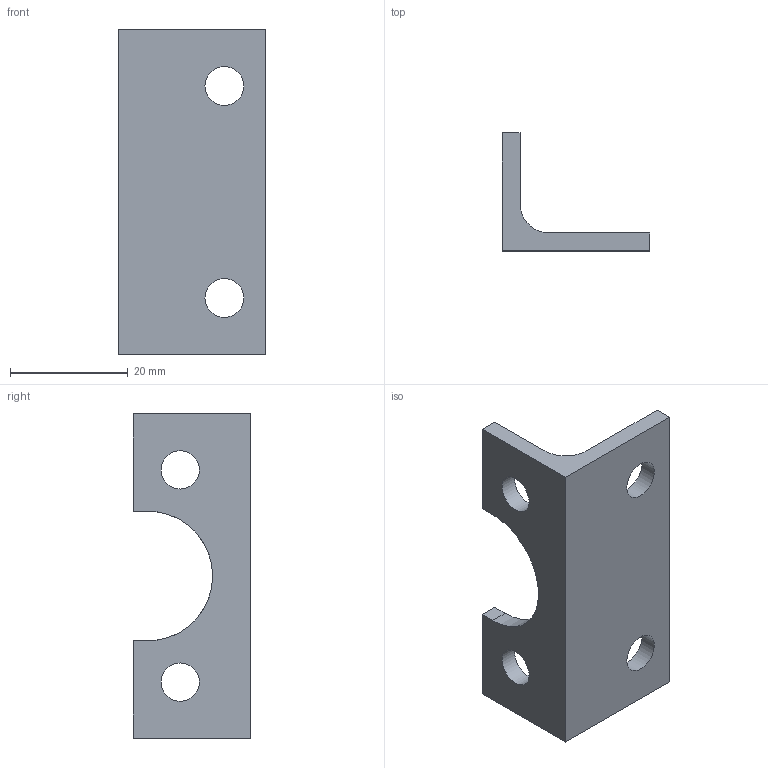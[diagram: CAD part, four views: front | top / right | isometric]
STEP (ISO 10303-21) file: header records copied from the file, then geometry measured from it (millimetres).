
FILE_DESCRIPTION((''),'2;1');
FILE_NAME('1600_32_01F.stp','2007-05-08T10:04:15',('valotma1'),(''),'Autodesk Inventor 11','Autodesk Inventor 11','');
FILE_SCHEMA(('AUTOMOTIVE_DESIGN { 1 0 10303 214 1 1 1 1 }'));
Length unit declared in the file: millimetre
Products named in the file (1): 1600_32_01F
Bounding box: 25 x 20 x 55 mm (x, y, z)
Volume: 6085.1 mm3; surface area: 4635.8 mm2
Topology: 1 solids, 1 shells, 18 faces, 52 edges, 36 vertices
Faces by surface type: plane 12, bspline 4, cylinder 2
Entity records: 649 total; most frequent: CARTESIAN_POINT 178, ORIENTED_EDGE 88, DIRECTION 86, EDGE_CURVE 44, VERTEX_POINT 32, EDGE_LOOP 30, VECTOR 30, LINE 30
